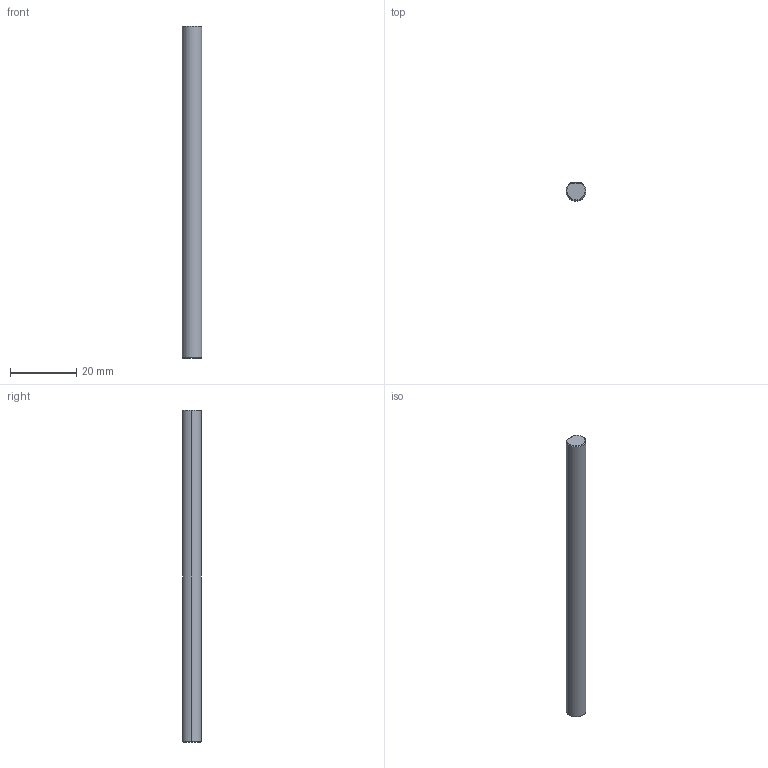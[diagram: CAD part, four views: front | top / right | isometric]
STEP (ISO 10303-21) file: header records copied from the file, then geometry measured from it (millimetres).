
FILE_DESCRIPTION (( 'STEP AP214' ), '1' );
FILE_NAME ('am-3226-100 6mm D-Shaft 100mm.STEP', '2016-09-08T23:31:45', ( '' ), ( '' ), 'SwSTEP 2.0', 'SolidWorks 2014', '' );
FILE_SCHEMA (( 'AUTOMOTIVE_DESIGN' ));
Length unit declared in the file: inch
Products named in the file (1): am-3226-100 6mm D-Shaft 100mm
Bounding box: 6 x 5.5 x 100 mm (x, y, z)
Volume: 2713.7 mm3; surface area: 1913.8 mm2
Topology: 1 solids, 1 shells, 14 faces, 28 edges, 16 vertices
Faces by surface type: cone 6, plane 5, cylinder 3
Entity records: 404 total; most frequent: CARTESIAN_POINT 71, DIRECTION 66, ORIENTED_EDGE 56, EDGE_CURVE 28, AXIS2_PLACEMENT_3D 27, VERTEX_POINT 16, ADVANCED_FACE 14, FACE_OUTER_BOUND 14
